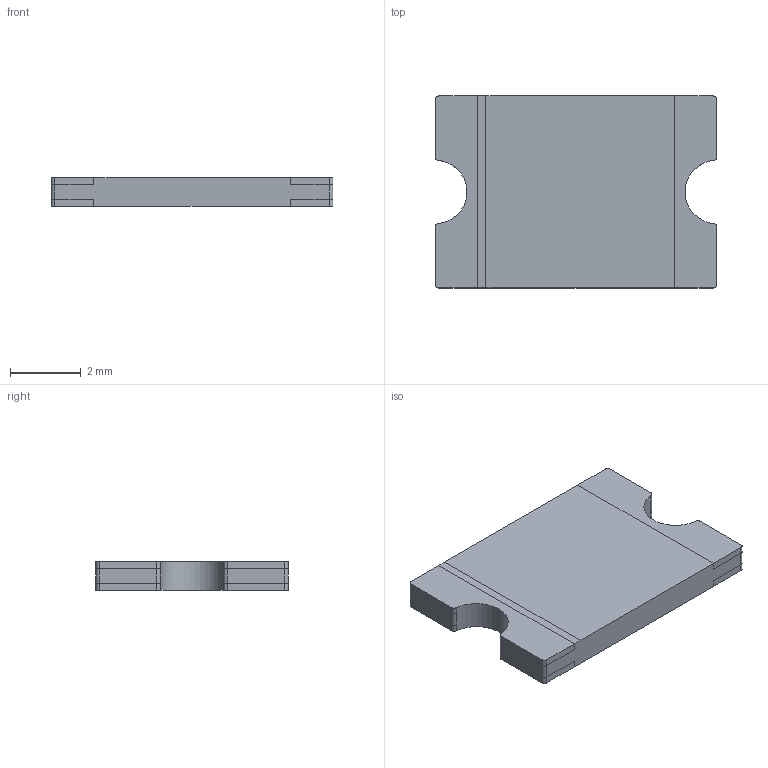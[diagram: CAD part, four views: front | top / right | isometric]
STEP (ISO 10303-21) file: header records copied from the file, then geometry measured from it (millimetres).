
FILE_DESCRIPTION(('FreeCAD Model'),'2;1');
FILE_NAME( 'User Library-0ZCF0200AF2C.step' ,'2018-07-12T20:38:57',('Author'),(''), 'Open CASCADE STEP processor 6.8','FreeCAD','Unknown');
FILE_SCHEMA(('AUTOMOTIVE_DESIGN_CC2 { 1 2 10303 214 -1 1 5 4 }'));
Length unit declared in the file: millimetre
Products named in the file (2): ASSEMBLY; User_Library-0ZCF0200AF2C
Assembly tree (1 placements, depth 2):
  ASSEMBLY
    User_Library-0ZCF0200AF2C
Bounding box: 7.98 x 5.44 x 0.8 mm (x, y, z)
Volume: 32.7 mm3; surface area: 104.6 mm2
Topology: 1 solids, 1 shells, 54 faces, 136 edges, 84 vertices
Faces by surface type: cylinder 27, plane 27
Entity records: 6370 total; most frequent: CARTESIAN_POINT 3416, DIRECTION 428, ORIENTED_EDGE 272, PCURVE 272, DEFINITIONAL_REPRESENTATION 272, LINE 232, VECTOR 232, EDGE_CURVE 136
